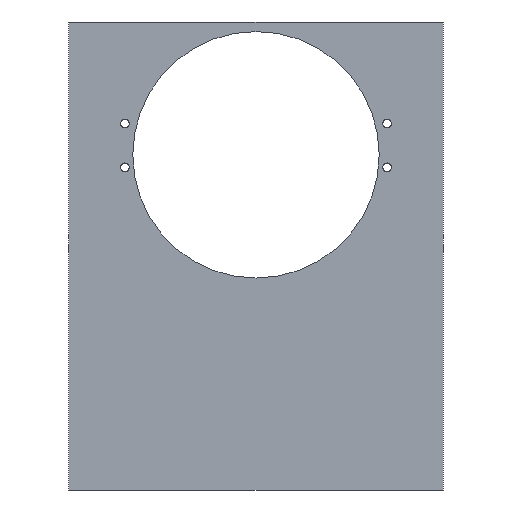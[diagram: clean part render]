
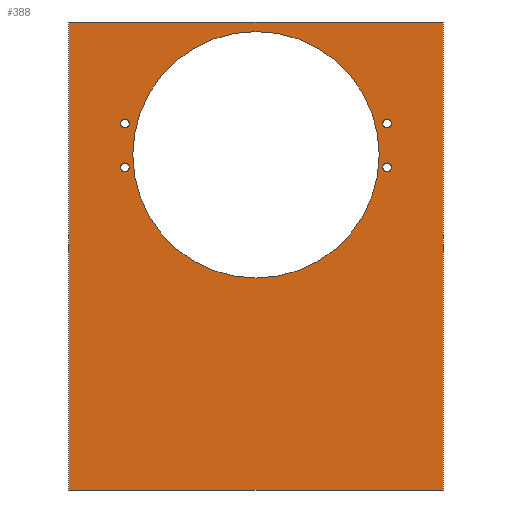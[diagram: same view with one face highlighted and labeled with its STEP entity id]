
A CAD part, front view. The second image highlights one B-rep face of the part: STEP entity #388.
In plain terms, the highlighted planar face has unit normal (0, -1, 0).
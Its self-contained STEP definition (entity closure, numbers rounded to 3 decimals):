
#1 = ORIENTED_EDGE ( 'NONE', *, *, #265, .F. ) ;
#6 = CARTESIAN_POINT ( 'NONE',  ( -42., 0., 10. ) ) ;
#7 = EDGE_CURVE ( 'NONE', #342, #49, #419, .T. ) ;
#17 = DIRECTION ( 'NONE',  ( 0., 0., -1. ) ) ;
#21 = FACE_BOUND ( 'NONE', #45, .T. ) ;
#22 = DIRECTION ( 'NONE',  ( 0., 0., 1. ) ) ;
#23 = CIRCLE ( 'NONE', #701, 39.5 ) ;
#25 = CARTESIAN_POINT ( 'NONE',  ( 42., 0., 11.375 ) ) ;
#34 = DIRECTION ( 'NONE',  ( 0., 0., 1. ) ) ;
#37 = VERTEX_POINT ( 'NONE', #347 ) ;
#39 = EDGE_CURVE ( 'NONE', #606, #37, #115, .T. ) ;
#45 = EDGE_LOOP ( 'NONE', ( #365, #713 ) ) ;
#49 = VERTEX_POINT ( 'NONE', #632 ) ;
#52 = CIRCLE ( 'NONE', #706, 1.375 ) ;
#56 = CARTESIAN_POINT ( 'NONE',  ( 60., 0., 42.566 ) ) ;
#58 = ORIENTED_EDGE ( 'NONE', *, *, #336, .F. ) ;
#59 = CARTESIAN_POINT ( 'NONE',  ( -60., 0., -107.434 ) ) ;
#60 = EDGE_CURVE ( 'NONE', #88, #612, #52, .T. ) ;
#64 = LINE ( 'NONE', #235, #526 ) ;
#66 = EDGE_CURVE ( 'NONE', #588, #280, #631, .T. ) ;
#68 = DIRECTION ( 'NONE',  ( 0., 0., -1. ) ) ;
#69 = CARTESIAN_POINT ( 'NONE',  ( 42., 0., 10. ) ) ;
#70 = LINE ( 'NONE', #611, #76 ) ;
#72 = DIRECTION ( 'NONE',  ( 0., 0., -1. ) ) ;
#75 = CARTESIAN_POINT ( 'NONE',  ( -42., 0., -2.625 ) ) ;
#76 = VECTOR ( 'NONE', #294, 1000. ) ;
#78 = CARTESIAN_POINT ( 'NONE',  ( 0., 0., 0. ) ) ;
#82 = EDGE_CURVE ( 'NONE', #280, #588, #149, .T. ) ;
#83 = ORIENTED_EDGE ( 'NONE', *, *, #590, .F. ) ;
#87 = AXIS2_PLACEMENT_3D ( 'NONE', #273, #209, #371 ) ;
#88 = VERTEX_POINT ( 'NONE', #75 ) ;
#96 = CARTESIAN_POINT ( 'NONE',  ( 60., 0., -107.434 ) ) ;
#114 = DIRECTION ( 'NONE',  ( 0., -1., 0. ) ) ;
#115 = CIRCLE ( 'NONE', #600, 1.375 ) ;
#119 = CARTESIAN_POINT ( 'NONE',  ( 0., 0., 0. ) ) ;
#122 = DIRECTION ( 'NONE',  ( 0., -1., 0. ) ) ;
#124 = FACE_BOUND ( 'NONE', #349, .T. ) ;
#132 = CARTESIAN_POINT ( 'NONE',  ( -60., 0., 42.566 ) ) ;
#134 = CARTESIAN_POINT ( 'NONE',  ( 42., 0., -4. ) ) ;
#136 = ORIENTED_EDGE ( 'NONE', *, *, #204, .F. ) ;
#142 = VECTOR ( 'NONE', #68, 1000. ) ;
#144 = ORIENTED_EDGE ( 'NONE', *, *, #210, .F. ) ;
#149 = CIRCLE ( 'NONE', #477, 1.375 ) ;
#151 = EDGE_LOOP ( 'NONE', ( #579, #83 ) ) ;
#164 = CARTESIAN_POINT ( 'NONE',  ( -42., 0., -4. ) ) ;
#171 = CARTESIAN_POINT ( 'NONE',  ( 0., 0., 39.5 ) ) ;
#176 = DIRECTION ( 'NONE',  ( 0., -1., 0. ) ) ;
#188 = FACE_BOUND ( 'NONE', #438, .T. ) ;
#190 = PLANE ( 'NONE',  #447 ) ;
#204 = EDGE_CURVE ( 'NONE', #37, #606, #253, .T. ) ;
#205 = ORIENTED_EDGE ( 'NONE', *, *, #441, .F. ) ;
#206 = CIRCLE ( 'NONE', #483, 39.5 ) ;
#207 = VERTEX_POINT ( 'NONE', #96 ) ;
#209 = DIRECTION ( 'NONE',  ( 0., -1., 0. ) ) ;
#210 = EDGE_CURVE ( 'NONE', #207, #688, #270, .T. ) ;
#215 = ORIENTED_EDGE ( 'NONE', *, *, #39, .F. ) ;
#235 = CARTESIAN_POINT ( 'NONE',  ( -60., 0., -107.434 ) ) ;
#239 = CARTESIAN_POINT ( 'NONE',  ( 60., 0., -107.434 ) ) ;
#242 = FACE_BOUND ( 'NONE', #151, .T. ) ;
#253 = CIRCLE ( 'NONE', #87, 1.375 ) ;
#265 = EDGE_CURVE ( 'NONE', #688, #389, #64, .T. ) ;
#267 = VERTEX_POINT ( 'NONE', #669 ) ;
#270 = LINE ( 'NONE', #486, #491 ) ;
#273 = CARTESIAN_POINT ( 'NONE',  ( 42., 0., -4. ) ) ;
#280 = VERTEX_POINT ( 'NONE', #25 ) ;
#287 = EDGE_LOOP ( 'NONE', ( #1, #144, #421, #311 ) ) ;
#294 = DIRECTION ( 'NONE',  ( 1., 0., 0. ) ) ;
#302 = AXIS2_PLACEMENT_3D ( 'NONE', #164, #660, #548 ) ;
#306 = CARTESIAN_POINT ( 'NONE',  ( 0., 0., 0. ) ) ;
#311 = ORIENTED_EDGE ( 'NONE', *, *, #366, .F. ) ;
#323 = CARTESIAN_POINT ( 'NONE',  ( -42., 0., -5.375 ) ) ;
#335 = CARTESIAN_POINT ( 'NONE',  ( 42., 0., 8.625 ) ) ;
#336 = EDGE_CURVE ( 'NONE', #267, #595, #206, .T. ) ;
#337 = CIRCLE ( 'NONE', #302, 1.375 ) ;
#342 = VERTEX_POINT ( 'NONE', #572 ) ;
#347 = CARTESIAN_POINT ( 'NONE',  ( 42., 0., -5.375 ) ) ;
#349 = EDGE_LOOP ( 'NONE', ( #136, #215 ) ) ;
#350 = CARTESIAN_POINT ( 'NONE',  ( -42., 0., -4. ) ) ;
#362 = EDGE_CURVE ( 'NONE', #651, #207, #671, .T. ) ;
#365 = ORIENTED_EDGE ( 'NONE', *, *, #66, .F. ) ;
#366 = EDGE_CURVE ( 'NONE', #389, #651, #70, .T. ) ;
#371 = DIRECTION ( 'NONE',  ( 0., 0., 1. ) ) ;
#372 = ORIENTED_EDGE ( 'NONE', *, *, #640, .F. ) ;
#379 = CARTESIAN_POINT ( 'NONE',  ( 42., 0., -2.625 ) ) ;
#388 = ADVANCED_FACE ( 'NONE', ( #21, #124, #188, #242, #455, #401 ), #190, .F. ) ;
#389 = VERTEX_POINT ( 'NONE', #132 ) ;
#392 = AXIS2_PLACEMENT_3D ( 'NONE', #69, #122, #34 ) ;
#401 = FACE_OUTER_BOUND ( 'NONE', #287, .T. ) ;
#417 = AXIS2_PLACEMENT_3D ( 'NONE', #6, #650, #648 ) ;
#418 = DIRECTION ( 'NONE',  ( 0., -1., 0. ) ) ;
#419 = CIRCLE ( 'NONE', #666, 1.375 ) ;
#420 = DIRECTION ( 'NONE',  ( 0., 0., -1. ) ) ;
#421 = ORIENTED_EDGE ( 'NONE', *, *, #362, .F. ) ;
#438 = EDGE_LOOP ( 'NONE', ( #372, #550 ) ) ;
#441 = EDGE_CURVE ( 'NONE', #595, #267, #23, .T. ) ;
#447 = AXIS2_PLACEMENT_3D ( 'NONE', #78, #519, #626 ) ;
#455 = FACE_BOUND ( 'NONE', #560, .T. ) ;
#477 = AXIS2_PLACEMENT_3D ( 'NONE', #522, #418, #22 ) ;
#483 = AXIS2_PLACEMENT_3D ( 'NONE', #119, #176, #17 ) ;
#486 = CARTESIAN_POINT ( 'NONE',  ( -60., 0., -107.434 ) ) ;
#491 = VECTOR ( 'NONE', #705, 1000. ) ;
#510 = DIRECTION ( 'NONE',  ( 0., -1., 0. ) ) ;
#519 = DIRECTION ( 'NONE',  ( 0., 1., 0. ) ) ;
#522 = CARTESIAN_POINT ( 'NONE',  ( 42., 0., 10. ) ) ;
#526 = VECTOR ( 'NONE', #618, 1000. ) ;
#548 = DIRECTION ( 'NONE',  ( 0., 0., -1. ) ) ;
#550 = ORIENTED_EDGE ( 'NONE', *, *, #60, .F. ) ;
#558 = DIRECTION ( 'NONE',  ( 0., 0., -1. ) ) ;
#560 = EDGE_LOOP ( 'NONE', ( #58, #205 ) ) ;
#568 = DIRECTION ( 'NONE',  ( 0., -1., 0. ) ) ;
#571 = DIRECTION ( 'NONE',  ( 0., 0., 1. ) ) ;
#572 = CARTESIAN_POINT ( 'NONE',  ( -42., 0., 8.625 ) ) ;
#579 = ORIENTED_EDGE ( 'NONE', *, *, #7, .F. ) ;
#588 = VERTEX_POINT ( 'NONE', #335 ) ;
#590 = EDGE_CURVE ( 'NONE', #49, #342, #643, .T. ) ;
#595 = VERTEX_POINT ( 'NONE', #171 ) ;
#600 = AXIS2_PLACEMENT_3D ( 'NONE', #134, #510, #571 ) ;
#606 = VERTEX_POINT ( 'NONE', #379 ) ;
#611 = CARTESIAN_POINT ( 'NONE',  ( -60., 0., 42.566 ) ) ;
#612 = VERTEX_POINT ( 'NONE', #323 ) ;
#618 = DIRECTION ( 'NONE',  ( 0., 0., 1. ) ) ;
#626 = DIRECTION ( 'NONE',  ( 0., 0., 1. ) ) ;
#631 = CIRCLE ( 'NONE', #392, 1.375 ) ;
#632 = CARTESIAN_POINT ( 'NONE',  ( -42., 0., 11.375 ) ) ;
#640 = EDGE_CURVE ( 'NONE', #612, #88, #337, .T. ) ;
#642 = DIRECTION ( 'NONE',  ( 0., -1., 0. ) ) ;
#643 = CIRCLE ( 'NONE', #417, 1.375 ) ;
#648 = DIRECTION ( 'NONE',  ( 0., 0., -1. ) ) ;
#650 = DIRECTION ( 'NONE',  ( 0., -1., 0. ) ) ;
#651 = VERTEX_POINT ( 'NONE', #56 ) ;
#659 = CARTESIAN_POINT ( 'NONE',  ( -42., 0., 10. ) ) ;
#660 = DIRECTION ( 'NONE',  ( 0., -1., 0. ) ) ;
#666 = AXIS2_PLACEMENT_3D ( 'NONE', #659, #114, #558 ) ;
#669 = CARTESIAN_POINT ( 'NONE',  ( 0., 0., -39.5 ) ) ;
#671 = LINE ( 'NONE', #239, #142 ) ;
#688 = VERTEX_POINT ( 'NONE', #59 ) ;
#701 = AXIS2_PLACEMENT_3D ( 'NONE', #306, #642, #420 ) ;
#705 = DIRECTION ( 'NONE',  ( -1., 0., 0. ) ) ;
#706 = AXIS2_PLACEMENT_3D ( 'NONE', #350, #568, #72 ) ;
#713 = ORIENTED_EDGE ( 'NONE', *, *, #82, .F. ) ;
